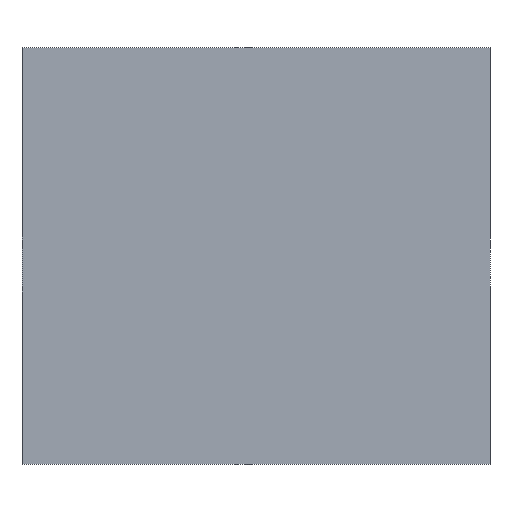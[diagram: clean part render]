
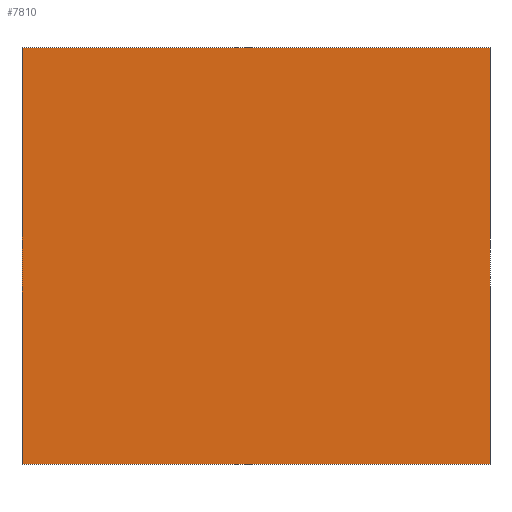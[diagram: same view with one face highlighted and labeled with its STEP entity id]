
A CAD part, front view. The second image highlights one B-rep face of the part: STEP entity #7810.
In plain terms, the highlighted planar face has unit normal (0, -1, 0).
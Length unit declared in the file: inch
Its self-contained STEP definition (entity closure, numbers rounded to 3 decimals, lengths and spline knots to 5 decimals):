
#1254=FACE_OUTER_BOUND('',#1740,.T.);
#1740=EDGE_LOOP('',(#6213,#6214,#6215,#6216));
#2009=LINE('',#10106,#2537);
#2012=LINE('',#10111,#2540);
#2257=LINE('',#13234,#2785);
#2258=LINE('',#13236,#2786);
#2537=VECTOR('',#8592,0.3937);
#2540=VECTOR('',#8597,0.3937);
#2785=VECTOR('',#9300,0.3937);
#2786=VECTOR('',#9303,0.3937);
#3070=VERTEX_POINT('',#10103);
#3071=VERTEX_POINT('',#10105);
#3072=VERTEX_POINT('',#10109);
#3439=VERTEX_POINT('',#13232);
#3851=EDGE_CURVE('',#3070,#3071,#2009,.T.);
#3854=EDGE_CURVE('',#3072,#3070,#2012,.T.);
#4424=EDGE_CURVE('',#3439,#3072,#2257,.T.);
#4425=EDGE_CURVE('',#3071,#3439,#2258,.T.);
#6213=ORIENTED_EDGE('',*,*,#3851,.F.);
#6214=ORIENTED_EDGE('',*,*,#3854,.F.);
#6215=ORIENTED_EDGE('',*,*,#4424,.F.);
#6216=ORIENTED_EDGE('',*,*,#4425,.F.);
#7494=PLANE('',#8307);
#7810=ADVANCED_FACE('',(#1254),#7494,.F.);
#8307=AXIS2_PLACEMENT_3D('',#13237,#9304,#9305);
#8592=DIRECTION('',(0.,0.,1.));
#8597=DIRECTION('',(-1.,0.,0.));
#9300=DIRECTION('',(0.,0.,-1.));
#9303=DIRECTION('',(1.,0.,0.));
#9304=DIRECTION('center_axis',(0.,1.,0.));
#9305=DIRECTION('ref_axis',(0.,0.,1.));
#10103=CARTESIAN_POINT('',(-3.54331,0.,-3.14961));
#10105=CARTESIAN_POINT('',(-3.54331,0.,3.14961));
#10106=CARTESIAN_POINT('',(-3.54331,0.,-3.14961));
#10109=CARTESIAN_POINT('',(3.54331,0.,-3.14961));
#10111=CARTESIAN_POINT('',(3.54331,0.,-3.14961));
#13232=CARTESIAN_POINT('',(3.54331,0.,3.14961));
#13234=CARTESIAN_POINT('',(3.54331,0.,3.14961));
#13236=CARTESIAN_POINT('',(-3.54331,0.,3.14961));
#13237=CARTESIAN_POINT('Origin',(0.,0.,0.));
